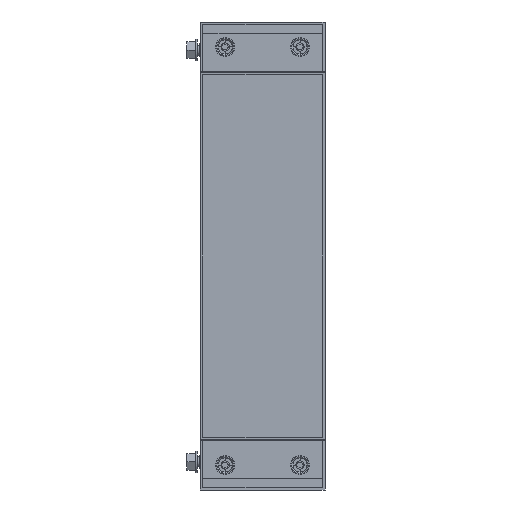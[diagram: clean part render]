
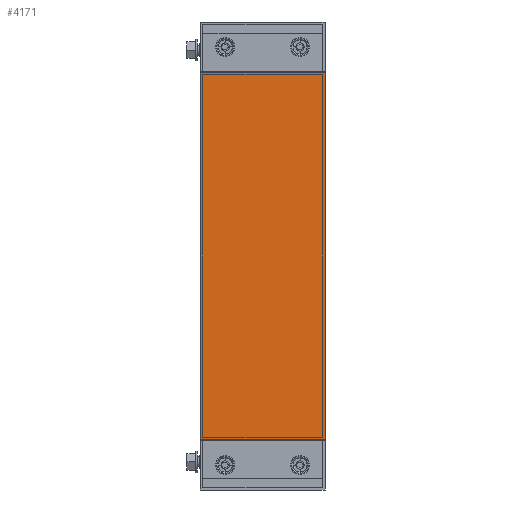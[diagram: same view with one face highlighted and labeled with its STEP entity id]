
A CAD part, left-side view. The second image highlights one B-rep face of the part: STEP entity #4171.
In plain terms, the highlighted planar face has unit normal (-1, 0, 0).
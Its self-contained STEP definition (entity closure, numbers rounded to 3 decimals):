
#58 = VERTEX_POINT ( 'NONE', #1499 ) ;
#68 = VECTOR ( 'NONE', #1655, 1000. ) ;
#1154 = VERTEX_POINT ( 'NONE', #7497 ) ;
#1499 = CARTESIAN_POINT ( 'NONE',  ( 0., 0., 334.6 ) ) ;
#1505 = CARTESIAN_POINT ( 'NONE',  ( 0., 0., 334.6 ) ) ;
#1578 = VECTOR ( 'NONE', #2953, 1000. ) ;
#1655 = DIRECTION ( 'NONE',  ( 0., -1., 0. ) ) ;
#2188 = ORIENTED_EDGE ( 'NONE', *, *, #3596, .T. ) ;
#2450 = ORIENTED_EDGE ( 'NONE', *, *, #7992, .T. ) ;
#2457 = VECTOR ( 'NONE', #3089, 1000. ) ;
#2838 = CARTESIAN_POINT ( 'NONE',  ( 0., 0., 40.4 ) ) ;
#2927 = CARTESIAN_POINT ( 'NONE',  ( 0., -100., 334.6 ) ) ;
#2953 = DIRECTION ( 'NONE',  ( 0., 0., -1. ) ) ;
#3027 = PLANE ( 'NONE',  #8855 ) ;
#3089 = DIRECTION ( 'NONE',  ( 0., 0., 1. ) ) ;
#3094 = FACE_OUTER_BOUND ( 'NONE', #4477, .T. ) ;
#3596 = EDGE_CURVE ( 'NONE', #58, #6604, #9754, .T. ) ;
#3740 = LINE ( 'NONE', #3787, #2457 ) ;
#3787 = CARTESIAN_POINT ( 'NONE',  ( 0., -100., 40.4 ) ) ;
#3790 = DIRECTION ( 'NONE',  ( 0., 0., 1. ) ) ;
#3840 = VECTOR ( 'NONE', #4579, 1000. ) ;
#4171 = ADVANCED_FACE ( 'NONE', ( #3094 ), #3027, .T. ) ;
#4477 = EDGE_LOOP ( 'NONE', ( #2450, #7981, #6190, #2188 ) ) ;
#4579 = DIRECTION ( 'NONE',  ( 0., 1., 0. ) ) ;
#6190 = ORIENTED_EDGE ( 'NONE', *, *, #8981, .T. ) ;
#6219 = EDGE_CURVE ( 'NONE', #1154, #8461, #3740, .T. ) ;
#6604 = VERTEX_POINT ( 'NONE', #6853 ) ;
#6853 = CARTESIAN_POINT ( 'NONE',  ( 0., 0., 40.4 ) ) ;
#6925 = DIRECTION ( 'NONE',  ( -1., 0., 0. ) ) ;
#6958 = LINE ( 'NONE', #8364, #68 ) ;
#7497 = CARTESIAN_POINT ( 'NONE',  ( 0., -100., 40.4 ) ) ;
#7981 = ORIENTED_EDGE ( 'NONE', *, *, #6219, .T. ) ;
#7992 = EDGE_CURVE ( 'NONE', #6604, #1154, #6958, .T. ) ;
#8364 = CARTESIAN_POINT ( 'NONE',  ( 0., 0., 40.4 ) ) ;
#8431 = LINE ( 'NONE', #1505, #3840 ) ;
#8461 = VERTEX_POINT ( 'NONE', #2927 ) ;
#8855 = AXIS2_PLACEMENT_3D ( 'NONE', #9940, #6925, #3790 ) ;
#8981 = EDGE_CURVE ( 'NONE', #8461, #58, #8431, .T. ) ;
#9754 = LINE ( 'NONE', #2838, #1578 ) ;
#9940 = CARTESIAN_POINT ( 'NONE',  ( 0., 0., 0. ) ) ;
